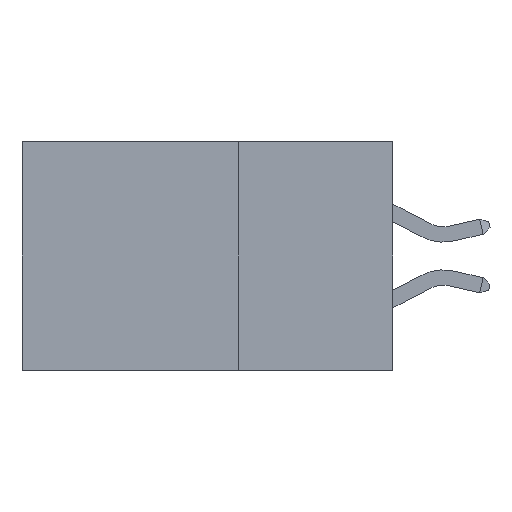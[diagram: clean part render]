
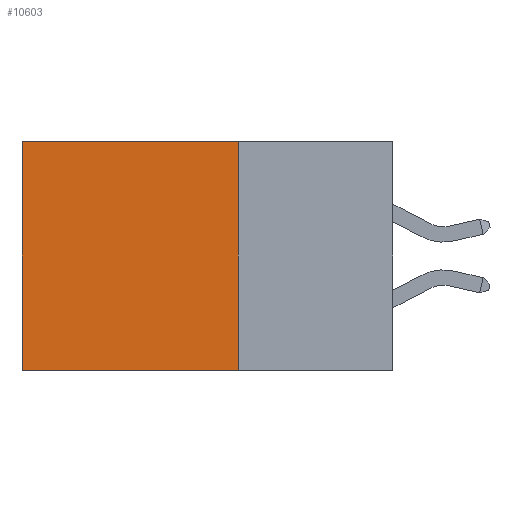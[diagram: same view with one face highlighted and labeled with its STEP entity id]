
A CAD part, left-side view. The second image highlights one B-rep face of the part: STEP entity #10603.
In plain terms, the highlighted planar face has unit normal (-1, 0, 0).
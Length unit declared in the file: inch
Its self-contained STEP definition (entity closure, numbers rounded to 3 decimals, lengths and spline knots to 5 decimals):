
#514 = VECTOR ( 'NONE', #2207, 39.37008 ) ;
#1265 = VERTEX_POINT ( 'NONE', #15059 ) ;
#1887 = VERTEX_POINT ( 'NONE', #6765 ) ;
#2207 = DIRECTION ( 'NONE',  ( 0., 1., 0. ) ) ;
#2547 = AXIS2_PLACEMENT_3D ( 'NONE', #12032, #2976, #10893 ) ;
#2976 = DIRECTION ( 'NONE',  ( 1., 0., 0. ) ) ;
#3230 = VERTEX_POINT ( 'NONE', #16075 ) ;
#3528 = EDGE_CURVE ( 'NONE', #1887, #1265, #16934, .T. ) ;
#4003 = LINE ( 'NONE', #5403, #10779 ) ;
#4424 = VECTOR ( 'NONE', #13875, 39.37008 ) ;
#4655 = EDGE_CURVE ( 'NONE', #1887, #11014, #16747, .T. ) ;
#5403 = CARTESIAN_POINT ( 'NONE',  ( 0.2875, 0.6, 0. ) ) ;
#6103 = ORIENTED_EDGE ( 'NONE', *, *, #3528, .T. ) ;
#6248 = VECTOR ( 'NONE', #10193, 39.37008 ) ;
#6664 = PLANE ( 'NONE',  #2547 ) ;
#6765 = CARTESIAN_POINT ( 'NONE',  ( 0.2875, 0.25, 0. ) ) ;
#8011 = ORIENTED_EDGE ( 'NONE', *, *, #8632, .F. ) ;
#8632 = EDGE_CURVE ( 'NONE', #11014, #3230, #8989, .T. ) ;
#8989 = LINE ( 'NONE', #12927, #514 ) ;
#9292 = DIRECTION ( 'NONE',  ( 0., 0., -1. ) ) ;
#10193 = DIRECTION ( 'NONE',  ( 0., 1., 0. ) ) ;
#10603 = ADVANCED_FACE ( 'NONE', ( #14743 ), #6664, .F. ) ;
#10779 = VECTOR ( 'NONE', #9292, 39.37008 ) ;
#10893 = DIRECTION ( 'NONE',  ( 0., 0., -1. ) ) ;
#11014 = VERTEX_POINT ( 'NONE', #13495 ) ;
#11637 = ORIENTED_EDGE ( 'NONE', *, *, #13956, .T. ) ;
#12032 = CARTESIAN_POINT ( 'NONE',  ( 0.2875, 0.25, 0. ) ) ;
#12927 = CARTESIAN_POINT ( 'NONE',  ( 0.2875, 0.25, -0.37 ) ) ;
#13495 = CARTESIAN_POINT ( 'NONE',  ( 0.2875, 0.25, -0.37 ) ) ;
#13875 = DIRECTION ( 'NONE',  ( 0., 0., -1. ) ) ;
#13956 = EDGE_CURVE ( 'NONE', #1265, #3230, #4003, .T. ) ;
#14520 = ORIENTED_EDGE ( 'NONE', *, *, #4655, .F. ) ;
#14743 = FACE_OUTER_BOUND ( 'NONE', #15739, .T. ) ;
#15059 = CARTESIAN_POINT ( 'NONE',  ( 0.2875, 0.6, 0. ) ) ;
#15089 = CARTESIAN_POINT ( 'NONE',  ( 0.2875, 0.25, 0. ) ) ;
#15514 = CARTESIAN_POINT ( 'NONE',  ( 0.2875, 0.25, 0. ) ) ;
#15739 = EDGE_LOOP ( 'NONE', ( #11637, #8011, #14520, #6103 ) ) ;
#16075 = CARTESIAN_POINT ( 'NONE',  ( 0.2875, 0.6, -0.37 ) ) ;
#16747 = LINE ( 'NONE', #15089, #4424 ) ;
#16934 = LINE ( 'NONE', #15514, #6248 ) ;
